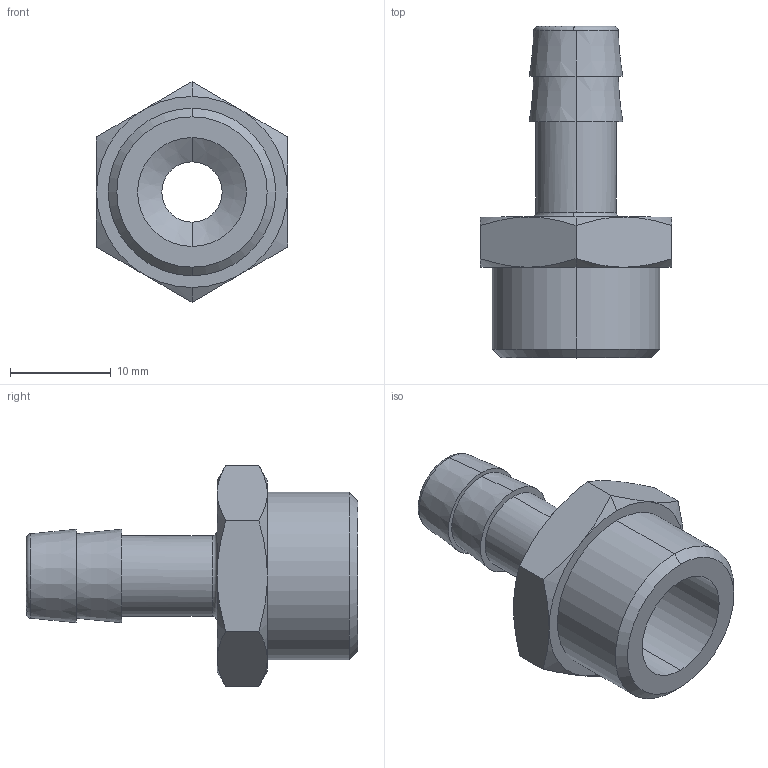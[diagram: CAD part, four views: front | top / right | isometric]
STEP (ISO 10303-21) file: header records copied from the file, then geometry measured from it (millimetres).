
FILE_DESCRIPTION(('STEP AP214'),'1');
FILE_NAME('0931_08_17.stp','2016-07-07T14:19:41',('TraceParts'),('TraceParts S.A.'),'Spatial InterOp 3D',' ',' ');
FILE_SCHEMA(('automotive_design'));
Length unit declared in the file: millimetre
Products named in the file (1): Solide1
Bounding box: 19 x 33 x 21.94 mm (x, y, z)
Volume: 2940 mm3; surface area: 2597.3 mm2
Topology: 1 solids, 1 shells, 48 faces, 108 edges, 66 vertices
Faces by surface type: cone 24, plane 12, cylinder 8, torus 4
Entity records: 1734 total; most frequent: CARTESIAN_POINT 271, DIRECTION 240, ORIENTED_EDGE 216, EDGE_CURVE 108, AXIS2_PLACEMENT_3D 107, VERTEX_POINT 66, CIRCLE 58, EDGE_LOOP 54
